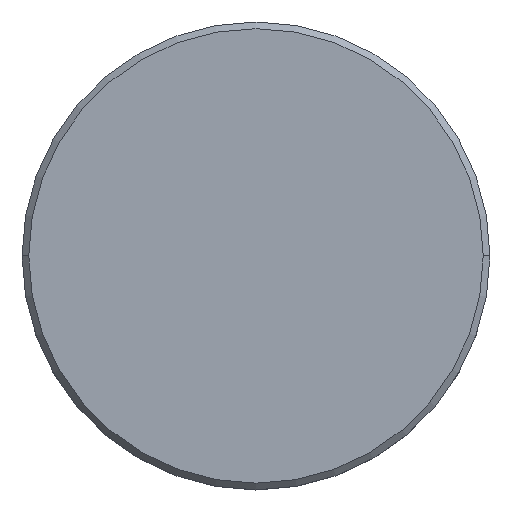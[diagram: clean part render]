
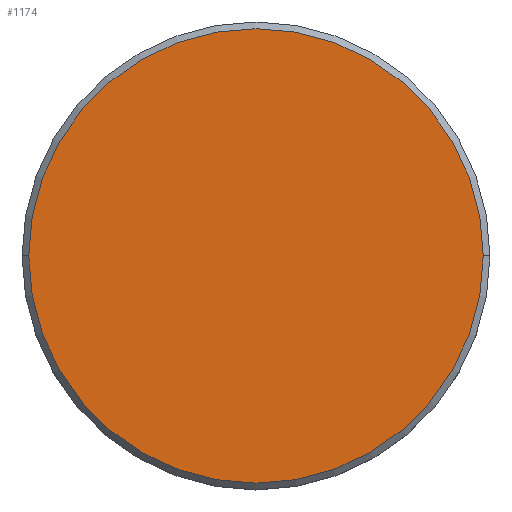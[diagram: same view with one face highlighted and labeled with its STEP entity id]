
A CAD part, top view. The second image highlights one B-rep face of the part: STEP entity #1174.
In plain terms, the highlighted planar face has unit normal (0, 0, 1).
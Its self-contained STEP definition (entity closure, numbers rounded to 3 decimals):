
#71 = CARTESIAN_POINT ( 'NONE',  ( 0., 0., 0. ) ) ;
#86 = FACE_OUTER_BOUND ( 'NONE', #1092, .T. ) ;
#153 = AXIS2_PLACEMENT_3D ( 'NONE', #1076, #235, #172 ) ;
#172 = DIRECTION ( 'NONE',  ( 1., 0., 0. ) ) ;
#194 = EDGE_CURVE ( 'NONE', #368, #371, #786, .T. ) ;
#235 = DIRECTION ( 'NONE',  ( 0., 0., 1. ) ) ;
#249 = CARTESIAN_POINT ( 'NONE',  ( -17., 0., 0. ) ) ;
#309 = DIRECTION ( 'NONE',  ( 1., 0., 0. ) ) ;
#368 = VERTEX_POINT ( 'NONE', #249 ) ;
#371 = VERTEX_POINT ( 'NONE', #468 ) ;
#400 = DIRECTION ( 'NONE',  ( 0., 0., 1. ) ) ;
#423 = PLANE ( 'NONE',  #153 ) ;
#455 = AXIS2_PLACEMENT_3D ( 'NONE', #1132, #400, #309 ) ;
#468 = CARTESIAN_POINT ( 'NONE',  ( 17., 0., 0. ) ) ;
#491 = DIRECTION ( 'NONE',  ( 1., 0., 0. ) ) ;
#576 = ORIENTED_EDGE ( 'NONE', *, *, #194, .T. ) ;
#786 = CIRCLE ( 'NONE', #1059, 17. ) ;
#901 = CIRCLE ( 'NONE', #455, 17. ) ;
#945 = DIRECTION ( 'NONE',  ( 0., 0., 1. ) ) ;
#1036 = EDGE_CURVE ( 'NONE', #371, #368, #901, .T. ) ;
#1059 = AXIS2_PLACEMENT_3D ( 'NONE', #71, #945, #491 ) ;
#1076 = CARTESIAN_POINT ( 'NONE',  ( 0., 0., 0. ) ) ;
#1092 = EDGE_LOOP ( 'NONE', ( #576, #1115 ) ) ;
#1115 = ORIENTED_EDGE ( 'NONE', *, *, #1036, .T. ) ;
#1132 = CARTESIAN_POINT ( 'NONE',  ( 0., 0., 0. ) ) ;
#1174 = ADVANCED_FACE ( 'NONE', ( #86 ), #423, .T. ) ;
